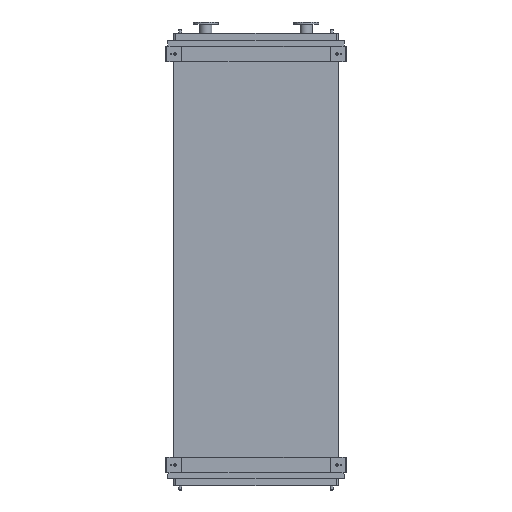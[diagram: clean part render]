
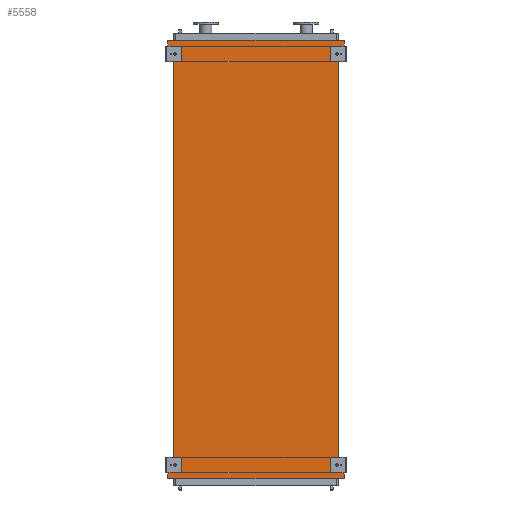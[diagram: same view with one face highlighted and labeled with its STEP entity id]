
A CAD part, front view. The second image highlights one B-rep face of the part: STEP entity #5558.
In plain terms, the highlighted planar face has unit normal (0, -1, 0).
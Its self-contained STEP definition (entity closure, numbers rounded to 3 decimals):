
#477 = VERTEX_POINT ( 'NONE', #16867 ) ;
#630 = LINE ( 'NONE', #19537, #22346 ) ;
#679 = CARTESIAN_POINT ( 'NONE',  ( -771., 0., -3745. ) ) ;
#1997 = DIRECTION ( 'NONE',  ( 0., -1., 0. ) ) ;
#2194 = LINE ( 'NONE', #7221, #16412 ) ;
#2323 = ORIENTED_EDGE ( 'NONE', *, *, #4601, .F. ) ;
#2335 = CARTESIAN_POINT ( 'NONE',  ( -771., 0., -3703. ) ) ;
#2628 = DIRECTION ( 'NONE',  ( 0., 0., 1. ) ) ;
#2935 = VERTEX_POINT ( 'NONE', #4522 ) ;
#3953 = VERTEX_POINT ( 'NONE', #2335 ) ;
#4166 = ORIENTED_EDGE ( 'NONE', *, *, #21342, .F. ) ;
#4295 = VECTOR ( 'NONE', #7106, 1000. ) ;
#4522 = CARTESIAN_POINT ( 'NONE',  ( 771., 0., 95. ) ) ;
#4601 = EDGE_CURVE ( 'NONE', #19432, #2935, #5414, .T. ) ;
#4706 = DIRECTION ( 'NONE',  ( 1., 0., 0. ) ) ;
#4966 = LINE ( 'NONE', #20940, #15257 ) ;
#5414 = LINE ( 'NONE', #16265, #20714 ) ;
#5558 = ADVANCED_FACE ( 'NONE', ( #22067 ), #23006, .T. ) ;
#5578 = VECTOR ( 'NONE', #5765, 1000. ) ;
#5596 = CARTESIAN_POINT ( 'NONE',  ( -771., 0., 53. ) ) ;
#5719 = VERTEX_POINT ( 'NONE', #12053 ) ;
#5765 = DIRECTION ( 'NONE',  ( 0.655, 0., -0.755 ) ) ;
#6940 = ORIENTED_EDGE ( 'NONE', *, *, #20564, .F. ) ;
#7106 = DIRECTION ( 'NONE',  ( 0., 0., -1. ) ) ;
#7221 = CARTESIAN_POINT ( 'NONE',  ( 771., 0., 53. ) ) ;
#7393 = DIRECTION ( 'NONE',  ( 0., 0., -1. ) ) ;
#7551 = ORIENTED_EDGE ( 'NONE', *, *, #20671, .F. ) ;
#7580 = DIRECTION ( 'NONE',  ( 0., 0., 1. ) ) ;
#7981 = VECTOR ( 'NONE', #19769, 1000. ) ;
#8039 = DIRECTION ( 'NONE',  ( -0.655, 0., 0.755 ) ) ;
#8217 = EDGE_LOOP ( 'NONE', ( #11448, #21540, #6940, #2323, #7551, #12655, #13278, #23298, #13883, #4166, #9383, #19557 ) ) ;
#9193 = DIRECTION ( 'NONE',  ( -0.655, 0., -0.755 ) ) ;
#9383 = ORIENTED_EDGE ( 'NONE', *, *, #21520, .F. ) ;
#9517 = DIRECTION ( 'NONE',  ( 0., 0., 1. ) ) ;
#9582 = CARTESIAN_POINT ( 'NONE',  ( 725., 0., -3650. ) ) ;
#10088 = VECTOR ( 'NONE', #12567, 1000. ) ;
#11098 = DIRECTION ( 'NONE',  ( 0., 0., 1. ) ) ;
#11180 = CARTESIAN_POINT ( 'NONE',  ( -725., 0., -3650. ) ) ;
#11434 = CARTESIAN_POINT ( 'NONE',  ( -771., 0., 53. ) ) ;
#11448 = ORIENTED_EDGE ( 'NONE', *, *, #19571, .T. ) ;
#11869 = VECTOR ( 'NONE', #2628, 1000. ) ;
#12053 = CARTESIAN_POINT ( 'NONE',  ( -725., 0., -3650. ) ) ;
#12136 = CARTESIAN_POINT ( 'NONE',  ( -771., 0., -3703. ) ) ;
#12455 = CARTESIAN_POINT ( 'NONE',  ( 771., 0., 53. ) ) ;
#12469 = CARTESIAN_POINT ( 'NONE',  ( 771., 0., -3745. ) ) ;
#12567 = DIRECTION ( 'NONE',  ( -1., 0., 0. ) ) ;
#12655 = ORIENTED_EDGE ( 'NONE', *, *, #20947, .F. ) ;
#12789 = VECTOR ( 'NONE', #11098, 1000. ) ;
#13051 = VERTEX_POINT ( 'NONE', #13935 ) ;
#13166 = VERTEX_POINT ( 'NONE', #18508 ) ;
#13278 = ORIENTED_EDGE ( 'NONE', *, *, #22884, .F. ) ;
#13623 = CARTESIAN_POINT ( 'NONE',  ( -725., 0., -3650. ) ) ;
#13883 = ORIENTED_EDGE ( 'NONE', *, *, #21218, .F. ) ;
#13935 = CARTESIAN_POINT ( 'NONE',  ( 771., 0., -3703. ) ) ;
#14592 = LINE ( 'NONE', #20572, #4295 ) ;
#15041 = CARTESIAN_POINT ( 'NONE',  ( 771., 0., 95. ) ) ;
#15257 = VECTOR ( 'NONE', #7580, 1000. ) ;
#15526 = DIRECTION ( 'NONE',  ( 0., 0., -1. ) ) ;
#15794 = LINE ( 'NONE', #20183, #10088 ) ;
#15822 = LINE ( 'NONE', #9582, #5578 ) ;
#16265 = CARTESIAN_POINT ( 'NONE',  ( -771., 0., 95. ) ) ;
#16284 = VERTEX_POINT ( 'NONE', #20285 ) ;
#16412 = VECTOR ( 'NONE', #9193, 1000. ) ;
#16867 = CARTESIAN_POINT ( 'NONE',  ( 725., 0., -3650. ) ) ;
#17572 = VERTEX_POINT ( 'NONE', #11434 ) ;
#17905 = VECTOR ( 'NONE', #9517, 1000. ) ;
#18185 = LINE ( 'NONE', #12136, #7981 ) ;
#18508 = CARTESIAN_POINT ( 'NONE',  ( -771., 0., -3745. ) ) ;
#19274 = VERTEX_POINT ( 'NONE', #12455 ) ;
#19432 = VERTEX_POINT ( 'NONE', #22462 ) ;
#19537 = CARTESIAN_POINT ( 'NONE',  ( -725., 0., 0. ) ) ;
#19557 = ORIENTED_EDGE ( 'NONE', *, *, #21974, .F. ) ;
#19571 = EDGE_CURVE ( 'NONE', #477, #21847, #4966, .T. ) ;
#19698 = VECTOR ( 'NONE', #7393, 1000. ) ;
#19769 = DIRECTION ( 'NONE',  ( 0.655, 0., 0.755 ) ) ;
#20183 = CARTESIAN_POINT ( 'NONE',  ( 771., 0., -3745. ) ) ;
#20285 = CARTESIAN_POINT ( 'NONE',  ( -725., 0., 0. ) ) ;
#20429 = EDGE_CURVE ( 'NONE', #19274, #21847, #2194, .T. ) ;
#20564 = EDGE_CURVE ( 'NONE', #2935, #19274, #24598, .T. ) ;
#20572 = CARTESIAN_POINT ( 'NONE',  ( 771., 0., -3703. ) ) ;
#20671 = EDGE_CURVE ( 'NONE', #17572, #19432, #22877, .T. ) ;
#20714 = VECTOR ( 'NONE', #4706, 1000. ) ;
#20940 = CARTESIAN_POINT ( 'NONE',  ( 725., 0., -3650. ) ) ;
#20947 = EDGE_CURVE ( 'NONE', #16284, #17572, #630, .T. ) ;
#21112 = EDGE_CURVE ( 'NONE', #3953, #5719, #18185, .T. ) ;
#21218 = EDGE_CURVE ( 'NONE', #13166, #3953, #21954, .T. ) ;
#21342 = EDGE_CURVE ( 'NONE', #22325, #13166, #15794, .T. ) ;
#21343 = AXIS2_PLACEMENT_3D ( 'NONE', #13623, #1997, #15526 ) ;
#21520 = EDGE_CURVE ( 'NONE', #13051, #22325, #14592, .T. ) ;
#21540 = ORIENTED_EDGE ( 'NONE', *, *, #20429, .F. ) ;
#21847 = VERTEX_POINT ( 'NONE', #24280 ) ;
#21954 = LINE ( 'NONE', #679, #11869 ) ;
#21974 = EDGE_CURVE ( 'NONE', #477, #13051, #15822, .T. ) ;
#22067 = FACE_OUTER_BOUND ( 'NONE', #8217, .T. ) ;
#22325 = VERTEX_POINT ( 'NONE', #12469 ) ;
#22346 = VECTOR ( 'NONE', #8039, 1000. ) ;
#22462 = CARTESIAN_POINT ( 'NONE',  ( -771., 0., 95. ) ) ;
#22864 = LINE ( 'NONE', #11180, #12789 ) ;
#22877 = LINE ( 'NONE', #5596, #17905 ) ;
#22884 = EDGE_CURVE ( 'NONE', #5719, #16284, #22864, .T. ) ;
#23006 = PLANE ( 'NONE',  #21343 ) ;
#23298 = ORIENTED_EDGE ( 'NONE', *, *, #21112, .F. ) ;
#24280 = CARTESIAN_POINT ( 'NONE',  ( 725., 0., 0. ) ) ;
#24598 = LINE ( 'NONE', #15041, #19698 ) ;
